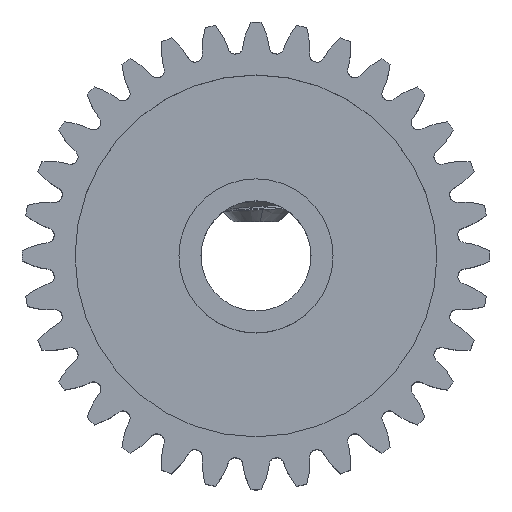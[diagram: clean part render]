
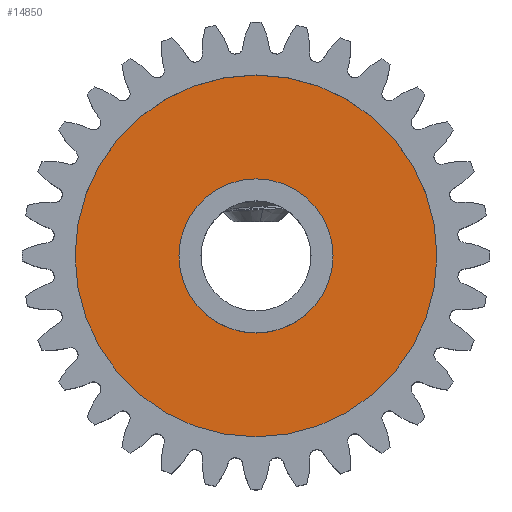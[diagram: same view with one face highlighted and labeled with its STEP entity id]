
A CAD part, top view. The second image highlights one B-rep face of the part: STEP entity #14850.
In plain terms, the highlighted planar face has unit normal (0, 0, 1).
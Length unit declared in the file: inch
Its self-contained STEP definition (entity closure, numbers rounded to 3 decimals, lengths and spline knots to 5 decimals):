
#132 = DIRECTION ( 'NONE',  ( 1., 0., 0. ) ) ;
#142 = CARTESIAN_POINT ( 'NONE',  ( 0.175, 0., 0.125 ) ) ;
#1015 = CIRCLE ( 'NONE', #6601, 0.41094 ) ;
#1123 = AXIS2_PLACEMENT_3D ( 'NONE', #21715, #10716, #16260 ) ;
#1347 = AXIS2_PLACEMENT_3D ( 'NONE', #19009, #7870, #9658 ) ;
#3456 = VERTEX_POINT ( 'NONE', #7622 ) ;
#3539 = EDGE_CURVE ( 'NONE', #15208, #18259, #1015, .T. ) ;
#3578 = CIRCLE ( 'NONE', #1123, 0.175 ) ;
#4518 = EDGE_CURVE ( 'NONE', #3456, #5344, #3578, .T. ) ;
#4701 = DIRECTION ( 'NONE',  ( 0., 0., 1. ) ) ;
#5344 = VERTEX_POINT ( 'NONE', #142 ) ;
#5759 = AXIS2_PLACEMENT_3D ( 'NONE', #9500, #22517, #15206 ) ;
#5850 = CARTESIAN_POINT ( 'NONE',  ( 0., 0., 0.125 ) ) ;
#6109 = ORIENTED_EDGE ( 'NONE', *, *, #20390, .F. ) ;
#6601 = AXIS2_PLACEMENT_3D ( 'NONE', #5850, #20650, #132 ) ;
#7622 = CARTESIAN_POINT ( 'NONE',  ( -0.175, 0., 0.125 ) ) ;
#7870 = DIRECTION ( 'NONE',  ( 0., 0., 1. ) ) ;
#9362 = CIRCLE ( 'NONE', #5759, 0.41094 ) ;
#9500 = CARTESIAN_POINT ( 'NONE',  ( 0., 0., 0.125 ) ) ;
#9502 = ORIENTED_EDGE ( 'NONE', *, *, #18217, .T. ) ;
#9658 = DIRECTION ( 'NONE',  ( 1., 0., 0. ) ) ;
#9663 = AXIS2_PLACEMENT_3D ( 'NONE', #13985, #4701, #16091 ) ;
#10716 = DIRECTION ( 'NONE',  ( 0., 0., 1. ) ) ;
#13985 = CARTESIAN_POINT ( 'NONE',  ( 0., 0., 0.125 ) ) ;
#14800 = EDGE_LOOP ( 'NONE', ( #18505, #9502 ) ) ;
#14850 = ADVANCED_FACE ( 'NONE', ( #23368, #19582 ), #15132, .T. ) ;
#15132 = PLANE ( 'NONE',  #1347 ) ;
#15183 = EDGE_LOOP ( 'NONE', ( #6109, #23956 ) ) ;
#15206 = DIRECTION ( 'NONE',  ( 1., 0., 0. ) ) ;
#15208 = VERTEX_POINT ( 'NONE', #20202 ) ;
#16091 = DIRECTION ( 'NONE',  ( 1., 0., 0. ) ) ;
#16260 = DIRECTION ( 'NONE',  ( 1., 0., 0. ) ) ;
#18217 = EDGE_CURVE ( 'NONE', #18259, #15208, #9362, .T. ) ;
#18259 = VERTEX_POINT ( 'NONE', #18761 ) ;
#18505 = ORIENTED_EDGE ( 'NONE', *, *, #3539, .T. ) ;
#18761 = CARTESIAN_POINT ( 'NONE',  ( -0.41094, 0., 0.125 ) ) ;
#19009 = CARTESIAN_POINT ( 'NONE',  ( 0., 0., 0.125 ) ) ;
#19582 = FACE_OUTER_BOUND ( 'NONE', #14800, .T. ) ;
#20202 = CARTESIAN_POINT ( 'NONE',  ( 0.41094, 0., 0.125 ) ) ;
#20390 = EDGE_CURVE ( 'NONE', #5344, #3456, #22413, .T. ) ;
#20650 = DIRECTION ( 'NONE',  ( 0., 0., 1. ) ) ;
#21715 = CARTESIAN_POINT ( 'NONE',  ( 0., 0., 0.125 ) ) ;
#22413 = CIRCLE ( 'NONE', #9663, 0.175 ) ;
#22517 = DIRECTION ( 'NONE',  ( 0., 0., 1. ) ) ;
#23368 = FACE_BOUND ( 'NONE', #15183, .T. ) ;
#23956 = ORIENTED_EDGE ( 'NONE', *, *, #4518, .F. ) ;
